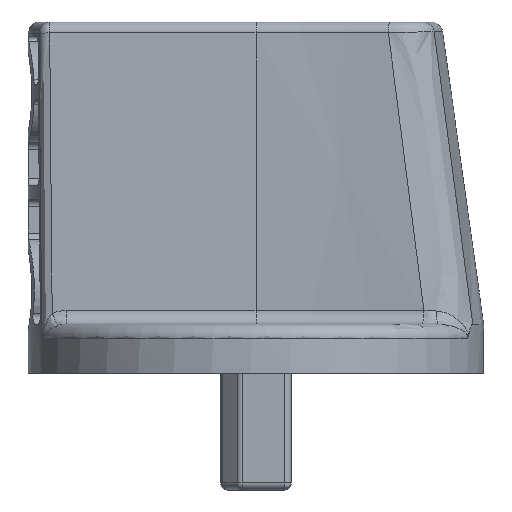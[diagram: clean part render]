
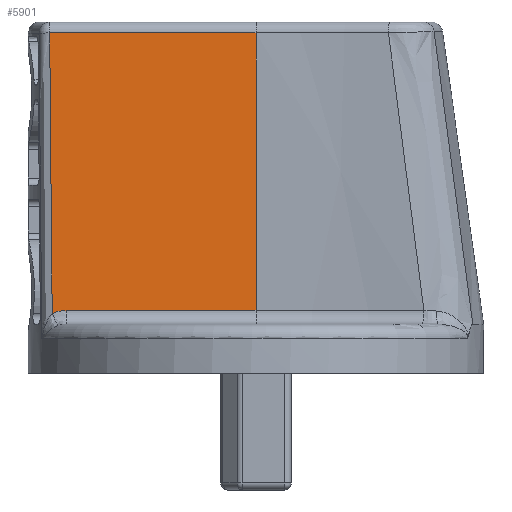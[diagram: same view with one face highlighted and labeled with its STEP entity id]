
A CAD part, left-side view. The second image highlights one B-rep face of the part: STEP entity #5901.
In plain terms, the highlighted planar face has unit normal (-1, 0, 0.026).
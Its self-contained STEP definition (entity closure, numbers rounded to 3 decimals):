
#5646=CARTESIAN_POINT('',(-5.974,0.,4.474));
#5647=VERTEX_POINT('',#5646);
#5680=CARTESIAN_POINT('',(-5.974,13.506,4.474));
#5681=VERTEX_POINT('',#5680);
#5698=CARTESIAN_POINT('',(-5.974,0.,4.474));
#5699=DIRECTION('',(0.0,1.0,0.0));
#5700=VECTOR('',#5699,13.506);
#5701=LINE('',#5698,#5700);
#5702=EDGE_CURVE('',#5647,#5681,#5701,.T.);
#5729=CARTESIAN_POINT('',(-5.98,14.503,4.263));
#5730=VERTEX_POINT('',#5729);
#5731=CARTESIAN_POINT('',(-5.974,13.506,4.474));
#5732=CARTESIAN_POINT('',(-5.974,13.847,4.474));
#5733=CARTESIAN_POINT('',(-5.976,14.191,4.404));
#5734=CARTESIAN_POINT('',(-5.98,14.503,4.263));
#5735=B_SPLINE_CURVE_WITH_KNOTS('',3,(#5731,#5732,#5733,#5734),.UNSPECIFIED.,.F.,.U.,(4,4),(-0.102,0.0),.UNSPECIFIED.);
#5736=EDGE_CURVE('',#5681,#5730,#5735,.T.);
#5840=CARTESIAN_POINT('',(-5.457,14.679,24.221));
#5841=VERTEX_POINT('',#5840);
#5842=CARTESIAN_POINT('',(-0.8,0.,202.09));
#5843=DIRECTION('',(1.,0.,-0.026));
#5844=DIRECTION('',(-0.026,0.0,-1.));
#5845=AXIS2_PLACEMENT_3D('',#5842,#5843,#5844);
#5846=ELLIPSE('',#5845,588.304,15.4);
#5847=EDGE_CURVE('',#5730,#5841,#5846,.T.);
#5877=CARTESIAN_POINT('',(-5.437,35.0,24.993));
#5878=DIRECTION('',(-1.,0.,0.026));
#5879=DIRECTION('',(0.026,0.,1.));
#5880=AXIS2_PLACEMENT_3D('',#5877,#5878,#5879);
#5881=PLANE('',#5880);
#5882=ORIENTED_EDGE('',*,*,#5736,.F.);
#5883=ORIENTED_EDGE('',*,*,#5702,.F.);
#5884=CARTESIAN_POINT('',(-5.457,0.,24.221));
#5885=VERTEX_POINT('',#5884);
#5886=CARTESIAN_POINT('',(-5.457,0.,24.221));
#5887=DIRECTION('',(-0.026,0.,-1.));
#5888=VECTOR('',#5887,19.754);
#5889=LINE('',#5886,#5888);
#5890=EDGE_CURVE('',#5885,#5647,#5889,.T.);
#5891=ORIENTED_EDGE('',*,*,#5890,.F.);
#5892=CARTESIAN_POINT('',(-5.457,14.679,24.221));
#5893=DIRECTION('',(0.0,-1.0,0.0));
#5894=VECTOR('',#5893,14.679);
#5895=LINE('',#5892,#5894);
#5896=EDGE_CURVE('',#5841,#5885,#5895,.T.);
#5897=ORIENTED_EDGE('',*,*,#5896,.F.);
#5898=ORIENTED_EDGE('',*,*,#5847,.F.);
#5899=EDGE_LOOP('',(#5882,#5883,#5891,#5897,#5898));
#5900=FACE_OUTER_BOUND('',#5899,.T.);
#5901=ADVANCED_FACE('',(#5900),#5881,.T.);
